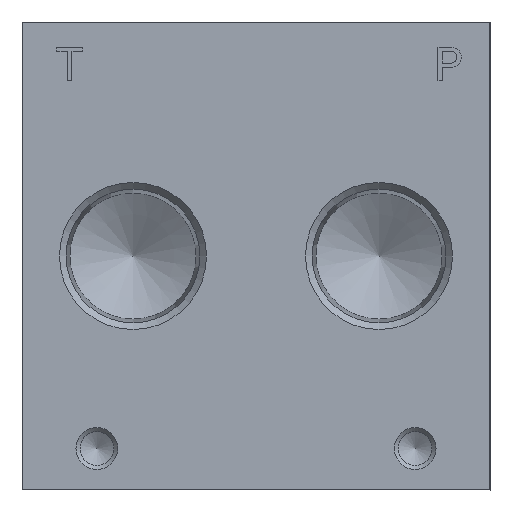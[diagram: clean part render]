
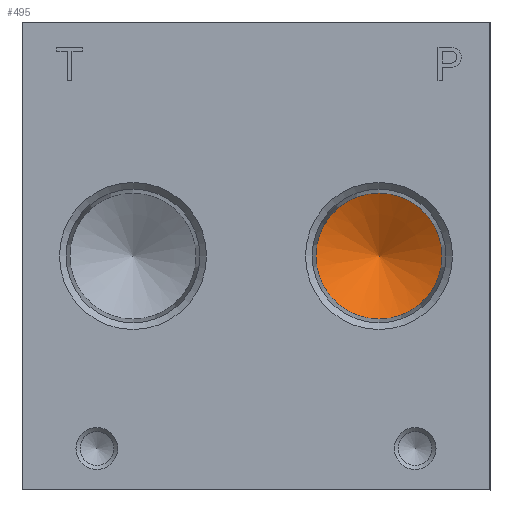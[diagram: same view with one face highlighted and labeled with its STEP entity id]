
A CAD part, left-side view. The second image highlights one B-rep face of the part: STEP entity #495.
In plain terms, the highlighted conical face has half-angle 60.93 degrees and reference radius 11.971 mm.
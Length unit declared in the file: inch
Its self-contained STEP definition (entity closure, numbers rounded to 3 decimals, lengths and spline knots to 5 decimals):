
#495 = ADVANCED_FACE( '', ( #1403, #1404 ), #1405, .F. );
#1403 = FACE_BOUND( '', #2910, .T. );
#1404 = FACE_OUTER_BOUND( '', #2911, .T. );
#1405 = CONICAL_SURFACE( '', #2912, 0.4713, 1.063 );
#2910 = VERTEX_LOOP( '', #4499 );
#2911 = EDGE_LOOP( '', ( #4500 ) );
#2912 = AXIS2_PLACEMENT_3D( '', #4501, #4502, #4503 );
#4499 = VERTEX_POINT( '', #8079 );
#4500 = ORIENTED_EDGE( '', *, *, #8080, .F. );
#4501 = CARTESIAN_POINT( '', ( 0.981, 0.83, 1.75 ) );
#4502 = DIRECTION( '', ( -1., 0., 0. ) );
#4503 = DIRECTION( '', ( 0., 0., 1. ) );
#8079 = CARTESIAN_POINT( '', ( 1.243, 0.83, 1.75 ) );
#8080 = EDGE_CURVE( '', #9554, #9554, #9555, .T. );
#9554 = VERTEX_POINT( '', #11644 );
#9555 = CIRCLE( '', #11645, 0.4713 );
#11644 = CARTESIAN_POINT( '', ( 0.981, 0.83, 1.2787 ) );
#11645 = AXIS2_PLACEMENT_3D( '', #14423, #14424, #14425 );
#14423 = CARTESIAN_POINT( '', ( 0.981, 0.83, 1.75 ) );
#14424 = DIRECTION( '', ( 1., 0., 0. ) );
#14425 = DIRECTION( '', ( 0., 0., -1. ) );
